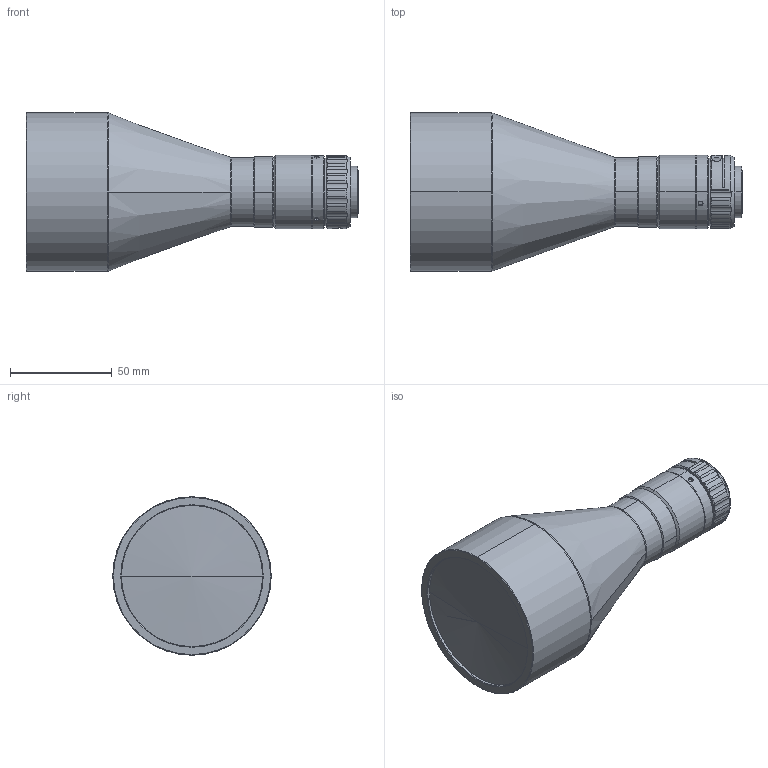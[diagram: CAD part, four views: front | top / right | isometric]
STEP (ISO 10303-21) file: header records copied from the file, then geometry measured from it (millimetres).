
FILE_DESCRIPTION (( 'STEP AP203' ), '1' );
FILE_NAME ('DTCM230-56-AL.STEP', '2018-10-08T02:02:16', ( '' ), ( '' ), 'SwSTEP 2.0', 'SolidWorks 2012', '' );
FILE_SCHEMA (( 'CONFIG_CONTROL_DESIGN' ));
Length unit declared in the file: millimetre
Products named in the file (1): DTCM230-56-AL
Bounding box: 163.42 x 78 x 78 mm (x, y, z)
Volume: 404465.5 mm3; surface area: 34752.6 mm2
Topology: 2 solids, 2 shells, 133 faces, 331 edges, 206 vertices
Faces by surface type: cylinder 67, cone 43, plane 19, bspline 4
Entity records: 4540 total; most frequent: CARTESIAN_POINT 1394, ORIENTED_EDGE 650, DIRECTION 633, EDGE_CURVE 325, AXIS2_PLACEMENT_3D 257, VERTEX_POINT 206, EDGE_LOOP 145, ADVANCED_FACE 133
